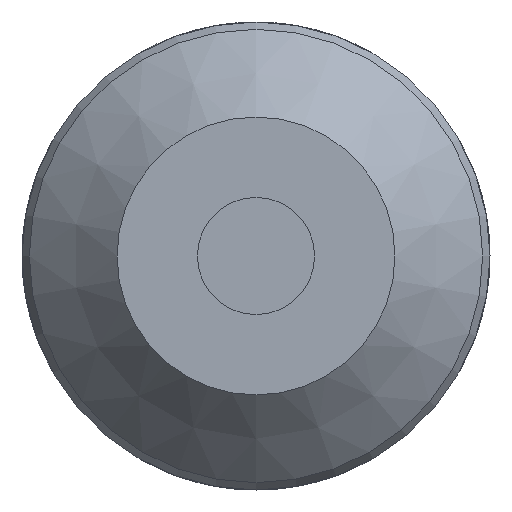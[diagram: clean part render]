
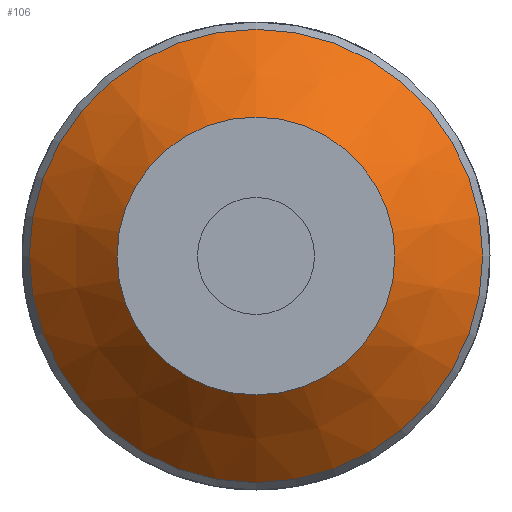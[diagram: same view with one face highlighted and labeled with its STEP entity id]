
A CAD part, left-side view. The second image highlights one B-rep face of the part: STEP entity #106.
In plain terms, the highlighted conical face has half-angle 45 degrees and reference radius 7.457 mm.
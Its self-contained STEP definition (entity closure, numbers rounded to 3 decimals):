
#41=CONICAL_SURFACE('',#333,7.457,45.);
#97=FACE_BOUND('',#163,.T.);
#98=FACE_BOUND('',#164,.T.);
#106=ADVANCED_FACE('',(#97,#98),#41,.T.);
#163=EDGE_LOOP('',(#205));
#164=EDGE_LOOP('',(#206));
#205=ORIENTED_EDGE('',*,*,#266,.F.);
#206=ORIENTED_EDGE('',*,*,#286,.T.);
#243=VERTEX_POINT('',#445);
#263=VERTEX_POINT('',#488);
#266=EDGE_CURVE('',#243,#243,#297,.T.);
#286=EDGE_CURVE('',#263,#263,#301,.T.);
#297=CIRCLE('',#316,4.75);
#301=CIRCLE('',#331,7.75);
#316=AXIS2_PLACEMENT_3D('',#444,#357,#358);
#331=AXIS2_PLACEMENT_3D('',#487,#395,#396);
#333=AXIS2_PLACEMENT_3D('',#490,#399,#400);
#357=DIRECTION('',(-1.,0.,0.));
#358=DIRECTION('',(0.,0.,-1.));
#395=DIRECTION('',(-1.,0.,0.));
#396=DIRECTION('',(0.,0.,-1.));
#399=DIRECTION('',(1.,0.,0.));
#400=DIRECTION('',(0.,0.,-1.));
#444=CARTESIAN_POINT('',(0.,0.,0.));
#445=CARTESIAN_POINT('',(0.,0.,-4.75));
#487=CARTESIAN_POINT('',(3.,0.,0.));
#488=CARTESIAN_POINT('',(3.,0.,-7.75));
#490=CARTESIAN_POINT('',(2.707,0.,0.));
